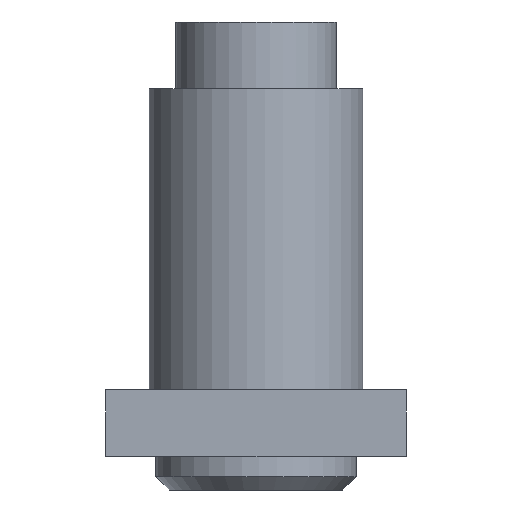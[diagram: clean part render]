
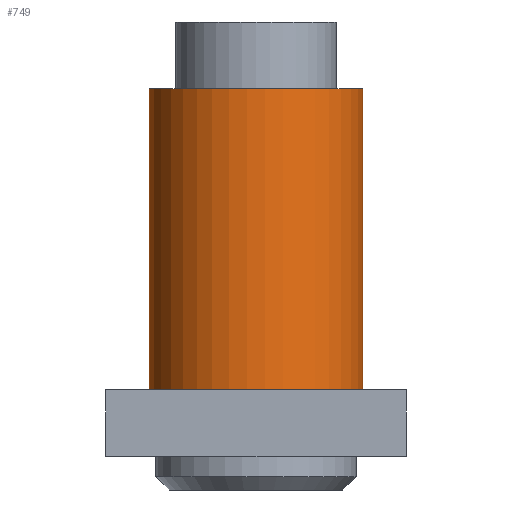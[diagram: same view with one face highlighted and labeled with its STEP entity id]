
A CAD part, left-side view. The second image highlights one B-rep face of the part: STEP entity #749.
In plain terms, the highlighted cylindrical face has radius 16 mm (diameter 32 mm), a partial arc.
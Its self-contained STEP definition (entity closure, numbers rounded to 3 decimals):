
#33=LINE('',#1386,#71);
#42=LINE('',#1413,#80);
#71=VECTOR('',#989,45.);
#80=VECTOR('',#1008,45.);
#224=CIRCLE('',#828,16.);
#229=CIRCLE('',#836,16.);
#255=FACE_OUTER_BOUND('',#340,.T.);
#340=EDGE_LOOP('',(#659,#660,#661,#662));
#410=VERTEX_POINT('',#1382);
#411=VERTEX_POINT('',#1384);
#420=VERTEX_POINT('',#1410);
#421=VERTEX_POINT('',#1412);
#486=EDGE_CURVE('',#411,#410,#33,.T.);
#498=EDGE_CURVE('',#421,#420,#42,.T.);
#505=EDGE_CURVE('',#411,#421,#224,.T.);
#510=EDGE_CURVE('',#410,#420,#229,.T.);
#659=ORIENTED_EDGE('',*,*,#486,.F.);
#660=ORIENTED_EDGE('',*,*,#505,.T.);
#661=ORIENTED_EDGE('',*,*,#498,.T.);
#662=ORIENTED_EDGE('',*,*,#510,.F.);
#713=CYLINDRICAL_SURFACE('',#838,16.);
#749=ADVANCED_FACE('',(#255),#713,.T.);
#828=AXIS2_PLACEMENT_3D('',#1425,#1017,#1018);
#836=AXIS2_PLACEMENT_3D('',#1434,#1033,#1034);
#838=AXIS2_PLACEMENT_3D('',#1436,#1037,#1038);
#989=DIRECTION('',(0.,0.,1.));
#1008=DIRECTION('',(0.,0.,1.));
#1017=DIRECTION('center_axis',(0.,0.,1.));
#1018=DIRECTION('ref_axis',(0.188,-0.982,0.));
#1033=DIRECTION('center_axis',(0.,0.,1.));
#1034=DIRECTION('ref_axis',(1.,0.,0.));
#1037=DIRECTION('center_axis',(0.,0.,1.));
#1038=DIRECTION('ref_axis',(1.,0.,0.));
#1382=CARTESIAN_POINT('',(3.,15.716,55.));
#1384=CARTESIAN_POINT('',(3.,15.716,10.));
#1386=CARTESIAN_POINT('',(3.,15.716,10.));
#1410=CARTESIAN_POINT('',(3.,-15.716,55.));
#1412=CARTESIAN_POINT('',(3.,-15.716,10.));
#1413=CARTESIAN_POINT('',(3.,-15.716,51.));
#1425=CARTESIAN_POINT('Origin',(0.,0.,10.));
#1434=CARTESIAN_POINT('Origin',(0.,0.,55.));
#1436=CARTESIAN_POINT('Origin',(0.,0.,51.));
